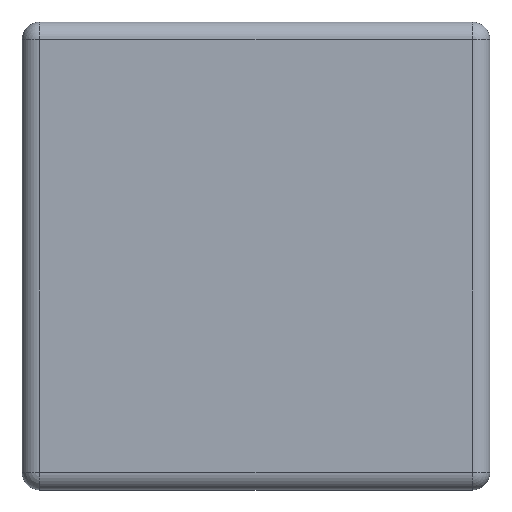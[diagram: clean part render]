
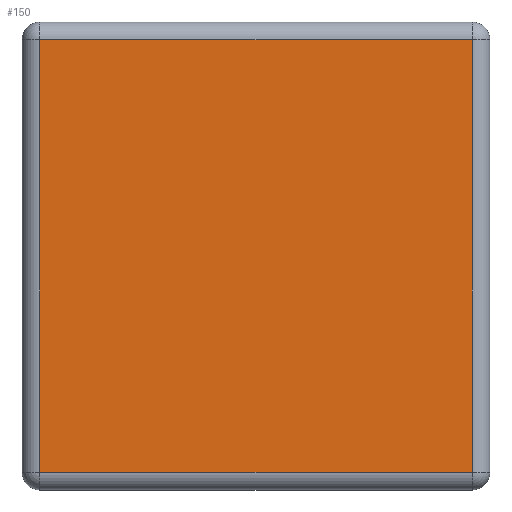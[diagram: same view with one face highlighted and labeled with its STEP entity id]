
A CAD part, top view. The second image highlights one B-rep face of the part: STEP entity #150.
In plain terms, the highlighted planar face has unit normal (0, 0, 1).
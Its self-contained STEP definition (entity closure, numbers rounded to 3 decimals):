
#150 = ADVANCED_FACE( '', ( #360 ), #361, .T. );
#360 = FACE_OUTER_BOUND( '', #633, .T. );
#361 = PLANE( '', #634 );
#633 = EDGE_LOOP( '', ( #1018, #1019, #1020, #1021 ) );
#634 = AXIS2_PLACEMENT_3D( '', #1022, #1023, #1024 );
#1018 = ORIENTED_EDGE( '', *, *, #1659, .T. );
#1019 = ORIENTED_EDGE( '', *, *, #1660, .T. );
#1020 = ORIENTED_EDGE( '', *, *, #1594, .T. );
#1021 = ORIENTED_EDGE( '', *, *, #1661, .T. );
#1022 = CARTESIAN_POINT( '', ( 0., 0., 19. ) );
#1023 = DIRECTION( '', ( 0., 0., 1. ) );
#1024 = DIRECTION( '', ( 1., 0., 0. ) );
#1594 = EDGE_CURVE( '', #1902, #1900, #1903, .T. );
#1659 = EDGE_CURVE( '', #1877, #2008, #2009, .T. );
#1660 = EDGE_CURVE( '', #2008, #1902, #2010, .T. );
#1661 = EDGE_CURVE( '', #1900, #1877, #2011, .T. );
#1877 = VERTEX_POINT( '', #2294 );
#1900 = VERTEX_POINT( '', #2324 );
#1902 = VERTEX_POINT( '', #2326 );
#1903 = LINE( '', #2327, #2328 );
#2008 = VERTEX_POINT( '', #2475 );
#2009 = LINE( '', #2476, #2477 );
#2010 = LINE( '', #2478, #2479 );
#2011 = LINE( '', #2480, #2481 );
#2294 = CARTESIAN_POINT( '', ( 18.5, 18.5, 19. ) );
#2324 = CARTESIAN_POINT( '', ( 18.5, -18.5, 19. ) );
#2326 = CARTESIAN_POINT( '', ( -18.5, -18.5, 19. ) );
#2327 = CARTESIAN_POINT( '', ( 20., -18.5, 19. ) );
#2328 = VECTOR( '', #2836, 1000. );
#2475 = CARTESIAN_POINT( '', ( -18.5, 18.5, 19. ) );
#2476 = CARTESIAN_POINT( '', ( -20., 18.5, 19. ) );
#2477 = VECTOR( '', #2909, 1000. );
#2478 = CARTESIAN_POINT( '', ( -18.5, -20., 19. ) );
#2479 = VECTOR( '', #2910, 1000. );
#2480 = CARTESIAN_POINT( '', ( 18.5, 20., 19. ) );
#2481 = VECTOR( '', #2911, 1000. );
#2836 = DIRECTION( '', ( 1., 0., 0. ) );
#2909 = DIRECTION( '', ( -1., 0., 0. ) );
#2910 = DIRECTION( '', ( 0., -1., 0. ) );
#2911 = DIRECTION( '', ( 0., 1., 0. ) );
